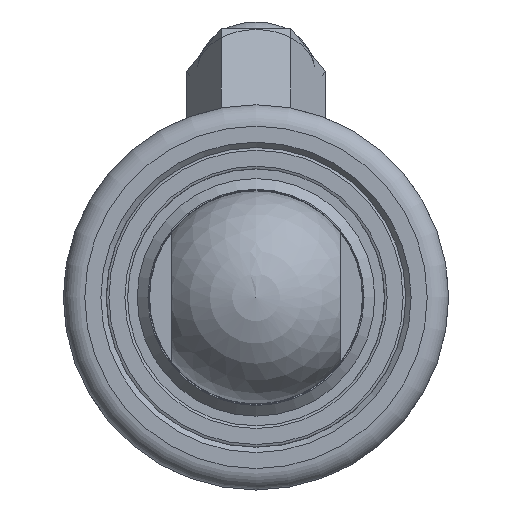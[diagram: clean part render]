
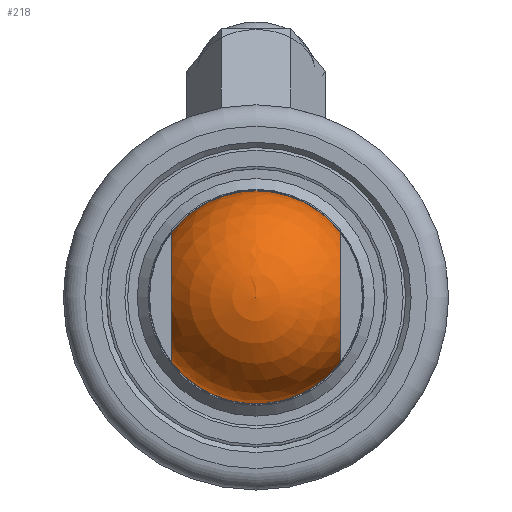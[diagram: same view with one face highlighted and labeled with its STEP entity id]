
A CAD part, left-side view. The second image highlights one B-rep face of the part: STEP entity #218.
In plain terms, the highlighted spherical face has radius 9.95 mm.
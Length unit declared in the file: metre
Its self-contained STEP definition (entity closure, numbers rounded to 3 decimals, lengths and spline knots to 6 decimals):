
#218 = ADVANCED_FACE( '', ( #405, #406 ), #407, .T. );
#405 = FACE_BOUND( '', #627, .T. );
#406 = FACE_OUTER_BOUND( '', #628, .T. );
#407 = SPHERICAL_SURFACE( '', #629, 0.00995 );
#627 = VERTEX_LOOP( '', #859 );
#628 = EDGE_LOOP( '', ( #860, #861, #862, #863 ) );
#629 = AXIS2_PLACEMENT_3D( '', #864, #865, #866 );
#859 = VERTEX_POINT( '', #1255 );
#860 = ORIENTED_EDGE( '', *, *, #1256, .F. );
#861 = ORIENTED_EDGE( '', *, *, #1257, .T. );
#862 = ORIENTED_EDGE( '', *, *, #1258, .F. );
#863 = ORIENTED_EDGE( '', *, *, #1259, .T. );
#864 = CARTESIAN_POINT( '', ( 0.01505, 0., 0. ) );
#865 = DIRECTION( '', ( 1., 0., 0. ) );
#866 = DIRECTION( '', ( 0., 0., -1. ) );
#1255 = CARTESIAN_POINT( '', ( 0.025, 0., 0. ) );
#1256 = EDGE_CURVE( '', #1428, #1429, #1430, .T. );
#1257 = EDGE_CURVE( '', #1428, #1431, #1432, .F. );
#1258 = EDGE_CURVE( '', #1433, #1431, #1434, .T. );
#1259 = EDGE_CURVE( '', #1433, #1429, #1435, .F. );
#1428 = VERTEX_POINT( '', #1712 );
#1429 = VERTEX_POINT( '', #1713 );
#1430 = CIRCLE( '', #1714, 0.00995 );
#1431 = VERTEX_POINT( '', #1715 );
#1432 = CIRCLE( '', #1716, 0.006082 );
#1433 = VERTEX_POINT( '', #1717 );
#1434 = CIRCLE( '', #1718, 0.00995 );
#1435 = CIRCLE( '', #1719, 0.006082 );
#1712 = CARTESIAN_POINT( '', ( 0.01505, 0.007875, -0.006082 ) );
#1713 = CARTESIAN_POINT( '', ( 0.01505, -0.007875, -0.006082 ) );
#1714 = AXIS2_PLACEMENT_3D( '', #2057, #2058, #2059 );
#1715 = CARTESIAN_POINT( '', ( 0.01505, 0.007875, 0.006082 ) );
#1716 = AXIS2_PLACEMENT_3D( '', #2060, #2061, #2062 );
#1717 = CARTESIAN_POINT( '', ( 0.01505, -0.007875, 0.006082 ) );
#1718 = AXIS2_PLACEMENT_3D( '', #2063, #2064, #2065 );
#1719 = AXIS2_PLACEMENT_3D( '', #2066, #2067, #2068 );
#2057 = CARTESIAN_POINT( '', ( 0.01505, 0., 0. ) );
#2058 = DIRECTION( '', ( -1., 0., 0. ) );
#2059 = DIRECTION( '', ( 0., 0., 1. ) );
#2060 = CARTESIAN_POINT( '', ( 0.01505, 0.007875, 0. ) );
#2061 = DIRECTION( '', ( 0., 1., 0. ) );
#2062 = DIRECTION( '', ( 0., 0., 1. ) );
#2063 = CARTESIAN_POINT( '', ( 0.01505, 0., 0. ) );
#2064 = DIRECTION( '', ( -1., 0., 0. ) );
#2065 = DIRECTION( '', ( 0., 0., 1. ) );
#2066 = CARTESIAN_POINT( '', ( 0.01505, -0.007875, 0. ) );
#2067 = DIRECTION( '', ( 0., -1., 0. ) );
#2068 = DIRECTION( '', ( 0., 0., -1. ) );
